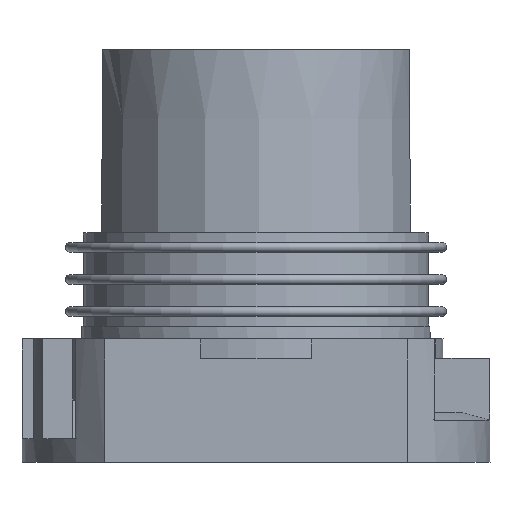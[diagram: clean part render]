
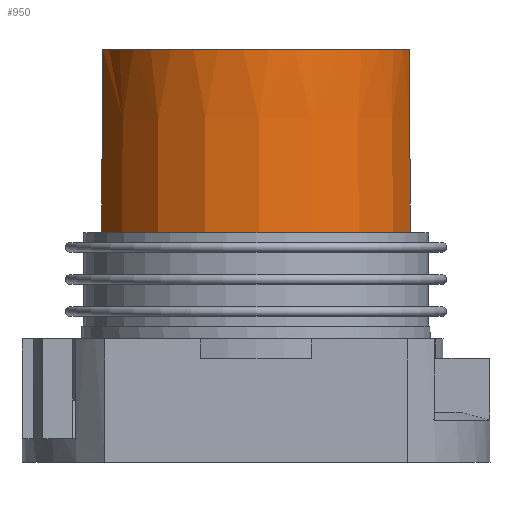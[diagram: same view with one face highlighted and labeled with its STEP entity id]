
A CAD part, front view. The second image highlights one B-rep face of the part: STEP entity #950.
In plain terms, the highlighted conical face has half-angle 0.5 degrees and reference radius 12.05 mm.
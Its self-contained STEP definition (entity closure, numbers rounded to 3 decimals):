
#23=B_SPLINE_CURVE_WITH_KNOTS('',3,(#4628,#4629,#4630,#4631),
 .UNSPECIFIED.,.F.,.F.,(4,4),(0.,1.),.UNSPECIFIED.);
#24=B_SPLINE_CURVE_WITH_KNOTS('',3,(#4641,#4642,#4643,#4644),
 .UNSPECIFIED.,.F.,.F.,(4,4),(0.,1.),.UNSPECIFIED.);
#25=B_SPLINE_CURVE_WITH_KNOTS('',3,(#4654,#4655,#4656,#4657),
 .UNSPECIFIED.,.F.,.F.,(4,4),(0.,1.),.UNSPECIFIED.);
#26=B_SPLINE_CURVE_WITH_KNOTS('',3,(#4662,#4663,#4664,#4665),
 .UNSPECIFIED.,.F.,.F.,(4,4),(0.,1.),.UNSPECIFIED.);
#27=B_SPLINE_CURVE_WITH_KNOTS('',3,(#4669,#4670,#4671,#4672),
 .UNSPECIFIED.,.F.,.F.,(4,4),(0.,1.),.UNSPECIFIED.);
#28=B_SPLINE_CURVE_WITH_KNOTS('',3,(#4677,#4678,#4679,#4680),
 .UNSPECIFIED.,.F.,.F.,(4,4),(0.,1.),.UNSPECIFIED.);
#29=B_SPLINE_CURVE_WITH_KNOTS('',3,(#4684,#4685,#4686,#4687),
 .UNSPECIFIED.,.F.,.F.,(4,4),(0.,1.),.UNSPECIFIED.);
#30=B_SPLINE_CURVE_WITH_KNOTS('',3,(#4691,#4692,#4693,#4694),
 .UNSPECIFIED.,.F.,.F.,(4,4),(0.,1.),.UNSPECIFIED.);
#864=CONICAL_SURFACE('',#3267,12.05,0.5);
#950=ADVANCED_FACE('',(#1226,#1227),#864,.T.);
#1226=FACE_BOUND('',#1295,.T.);
#1227=FACE_BOUND('',#1296,.T.);
#1295=EDGE_LOOP('',(#1644));
#1296=EDGE_LOOP('',(#1645,#1646,#1647,#1648,#1649,#1650,#1651,#1652,#1653,
#1654,#1655,#1656,#1657,#1658,#1659,#1660));
#1644=ORIENTED_EDGE('',*,*,#2787,.F.);
#1645=ORIENTED_EDGE('',*,*,#2788,.T.);
#1646=ORIENTED_EDGE('',*,*,#2789,.F.);
#1647=ORIENTED_EDGE('',*,*,#2790,.F.);
#1648=ORIENTED_EDGE('',*,*,#2791,.F.);
#1649=ORIENTED_EDGE('',*,*,#2792,.T.);
#1650=ORIENTED_EDGE('',*,*,#2793,.T.);
#1651=ORIENTED_EDGE('',*,*,#2783,.T.);
#1652=ORIENTED_EDGE('',*,*,#2786,.F.);
#1653=ORIENTED_EDGE('',*,*,#2778,.F.);
#1654=ORIENTED_EDGE('',*,*,#2794,.F.);
#1655=ORIENTED_EDGE('',*,*,#2795,.T.);
#1656=ORIENTED_EDGE('',*,*,#2796,.F.);
#1657=ORIENTED_EDGE('',*,*,#2797,.T.);
#1658=ORIENTED_EDGE('',*,*,#2798,.T.);
#1659=ORIENTED_EDGE('',*,*,#2799,.T.);
#1660=ORIENTED_EDGE('',*,*,#2800,.F.);
#2460=VERTEX_POINT('',#4627);
#2461=VERTEX_POINT('',#4632);
#2464=VERTEX_POINT('',#4645);
#2465=VERTEX_POINT('',#4646);
#2466=VERTEX_POINT('',#4653);
#2467=VERTEX_POINT('',#4658);
#2468=VERTEX_POINT('',#4659);
#2469=VERTEX_POINT('',#4661);
#2470=VERTEX_POINT('',#4666);
#2471=VERTEX_POINT('',#4668);
#2472=VERTEX_POINT('',#4673);
#2473=VERTEX_POINT('',#4676);
#2474=VERTEX_POINT('',#4681);
#2475=VERTEX_POINT('',#4683);
#2476=VERTEX_POINT('',#4688);
#2477=VERTEX_POINT('',#4690);
#2478=VERTEX_POINT('',#4695);
#2778=EDGE_CURVE('',#2460,#2461,#23,.T.);
#2783=EDGE_CURVE('',#2464,#2465,#24,.T.);
#2786=EDGE_CURVE('',#2461,#2465,#3121,.T.);
#2787=EDGE_CURVE('',#2466,#2466,#3122,.T.);
#2788=EDGE_CURVE('',#2467,#2468,#25,.T.);
#2789=EDGE_CURVE('',#2469,#2468,#3123,.T.);
#2790=EDGE_CURVE('',#2470,#2469,#26,.T.);
#2791=EDGE_CURVE('',#2471,#2470,#3124,.T.);
#2792=EDGE_CURVE('',#2471,#2472,#27,.T.);
#2793=EDGE_CURVE('',#2472,#2464,#3125,.T.);
#2794=EDGE_CURVE('',#2473,#2460,#3126,.T.);
#2795=EDGE_CURVE('',#2473,#2474,#28,.T.);
#2796=EDGE_CURVE('',#2475,#2474,#3127,.T.);
#2797=EDGE_CURVE('',#2475,#2476,#29,.T.);
#2798=EDGE_CURVE('',#2476,#2477,#3128,.T.);
#2799=EDGE_CURVE('',#2477,#2478,#30,.T.);
#2800=EDGE_CURVE('',#2467,#2478,#3129,.T.);
#3121=CIRCLE('',#3257,12.177);
#3122=CIRCLE('',#3259,12.238);
#3123=CIRCLE('',#3260,12.05);
#3124=CIRCLE('',#3261,12.177);
#3125=CIRCLE('',#3262,12.05);
#3126=CIRCLE('',#3263,12.05);
#3127=CIRCLE('',#3264,12.177);
#3128=CIRCLE('',#3265,12.05);
#3129=CIRCLE('',#3266,12.177);
#3257=AXIS2_PLACEMENT_3D('',#4650,#3732,#3733);
#3259=AXIS2_PLACEMENT_3D('',#4652,#3736,#3737);
#3260=AXIS2_PLACEMENT_3D('',#4660,#3738,#3739);
#3261=AXIS2_PLACEMENT_3D('',#4667,#3740,#3741);
#3262=AXIS2_PLACEMENT_3D('',#4674,#3742,#3743);
#3263=AXIS2_PLACEMENT_3D('',#4675,#3744,#3745);
#3264=AXIS2_PLACEMENT_3D('',#4682,#3746,#3747);
#3265=AXIS2_PLACEMENT_3D('',#4689,#3748,#3749);
#3266=AXIS2_PLACEMENT_3D('',#4696,#3750,#3751);
#3267=AXIS2_PLACEMENT_3D('',#4697,#3752,#3753);
#3732=DIRECTION('',(0.,0.,1.));
#3733=DIRECTION('',(0.,1.,0.));
#3736=DIRECTION('',(0.,0.,-1.));
#3737=DIRECTION('',(0.,1.,0.));
#3738=DIRECTION('',(0.,0.,1.));
#3739=DIRECTION('',(0.,1.,0.));
#3740=DIRECTION('',(0.,0.,1.));
#3741=DIRECTION('',(0.,1.,0.));
#3742=DIRECTION('',(0.,0.,-1.));
#3743=DIRECTION('',(0.,1.,0.));
#3744=DIRECTION('',(0.,0.,1.));
#3745=DIRECTION('',(0.,1.,0.));
#3746=DIRECTION('',(0.,0.,1.));
#3747=DIRECTION('',(0.,1.,0.));
#3748=DIRECTION('',(0.,0.,-1.));
#3749=DIRECTION('',(0.,1.,0.));
#3750=DIRECTION('',(0.,0.,1.));
#3751=DIRECTION('',(0.,1.,0.));
#3752=DIRECTION('',(0.,0.,-1.));
#3753=DIRECTION('',(0.,-1.,0.));
#4627=CARTESIAN_POINT('',(-11.484,3.65,14.666));
#4628=CARTESIAN_POINT('',(-11.484,3.65,14.666));
#4629=CARTESIAN_POINT('',(-11.528,3.65,9.833));
#4630=CARTESIAN_POINT('',(-11.572,3.65,4.999));
#4631=CARTESIAN_POINT('',(-11.617,3.65,0.166));
#4632=CARTESIAN_POINT('',(-11.617,3.65,0.166));
#4641=CARTESIAN_POINT('',(-11.902,-1.88,14.666));
#4642=CARTESIAN_POINT('',(-11.945,-1.88,9.833));
#4643=CARTESIAN_POINT('',(-11.988,-1.88,4.999));
#4644=CARTESIAN_POINT('',(-12.031,-1.88,0.166));
#4645=CARTESIAN_POINT('',(-11.902,-1.88,14.666));
#4646=CARTESIAN_POINT('',(-12.031,-1.88,0.166));
#4650=CARTESIAN_POINT('',(0.,0.,0.166));
#4652=CARTESIAN_POINT('',(0.,0.,-6.834));
#4653=CARTESIAN_POINT('',(0.,12.238,-6.834));
#4654=CARTESIAN_POINT('',(11.254,4.65,0.166));
#4655=CARTESIAN_POINT('',(11.208,4.65,4.999));
#4656=CARTESIAN_POINT('',(11.162,4.65,9.833));
#4657=CARTESIAN_POINT('',(11.117,4.65,14.666));
#4658=CARTESIAN_POINT('',(11.254,4.65,0.166));
#4659=CARTESIAN_POINT('',(11.117,4.65,14.666));
#4660=CARTESIAN_POINT('',(0.,0.,14.666));
#4661=CARTESIAN_POINT('',(11.484,3.65,14.666));
#4662=CARTESIAN_POINT('',(11.617,3.65,0.166));
#4663=CARTESIAN_POINT('',(11.572,3.65,4.999));
#4664=CARTESIAN_POINT('',(11.528,3.65,9.833));
#4665=CARTESIAN_POINT('',(11.484,3.65,14.666));
#4666=CARTESIAN_POINT('',(11.617,3.65,0.166));
#4667=CARTESIAN_POINT('',(0.,0.,0.166));
#4668=CARTESIAN_POINT('',(12.031,-1.88,0.166));
#4669=CARTESIAN_POINT('',(12.031,-1.88,0.166));
#4670=CARTESIAN_POINT('',(11.988,-1.88,4.999));
#4671=CARTESIAN_POINT('',(11.945,-1.88,9.833));
#4672=CARTESIAN_POINT('',(11.902,-1.88,14.666));
#4673=CARTESIAN_POINT('',(11.902,-1.88,14.666));
#4674=CARTESIAN_POINT('',(0.,0.,14.666));
#4675=CARTESIAN_POINT('',(0.,0.,14.666));
#4676=CARTESIAN_POINT('',(-11.117,4.65,14.666));
#4677=CARTESIAN_POINT('',(-11.117,4.65,14.666));
#4678=CARTESIAN_POINT('',(-11.162,4.65,9.833));
#4679=CARTESIAN_POINT('',(-11.208,4.65,4.999));
#4680=CARTESIAN_POINT('',(-11.254,4.65,0.166));
#4681=CARTESIAN_POINT('',(-11.254,4.65,0.166));
#4682=CARTESIAN_POINT('',(0.,0.,0.166));
#4683=CARTESIAN_POINT('',(-6.9,10.033,0.166));
#4684=CARTESIAN_POINT('',(-6.9,10.033,0.166));
#4685=CARTESIAN_POINT('',(-6.9,9.982,4.999));
#4686=CARTESIAN_POINT('',(-6.9,9.93,9.833));
#4687=CARTESIAN_POINT('',(-6.9,9.879,14.666));
#4688=CARTESIAN_POINT('',(-6.9,9.879,14.666));
#4689=CARTESIAN_POINT('',(0.,0.,14.666));
#4690=CARTESIAN_POINT('',(6.9,9.879,14.666));
#4691=CARTESIAN_POINT('',(6.9,9.879,14.666));
#4692=CARTESIAN_POINT('',(6.9,9.93,9.833));
#4693=CARTESIAN_POINT('',(6.9,9.982,4.999));
#4694=CARTESIAN_POINT('',(6.9,10.033,0.166));
#4695=CARTESIAN_POINT('',(6.9,10.033,0.166));
#4696=CARTESIAN_POINT('',(0.,0.,0.166));
#4697=CARTESIAN_POINT('',(0.,0.,14.666));
